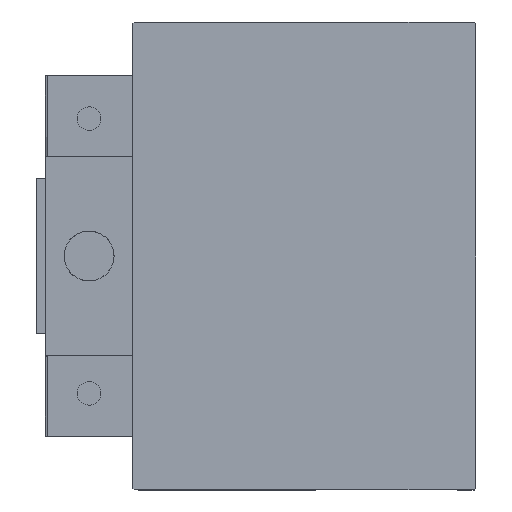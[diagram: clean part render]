
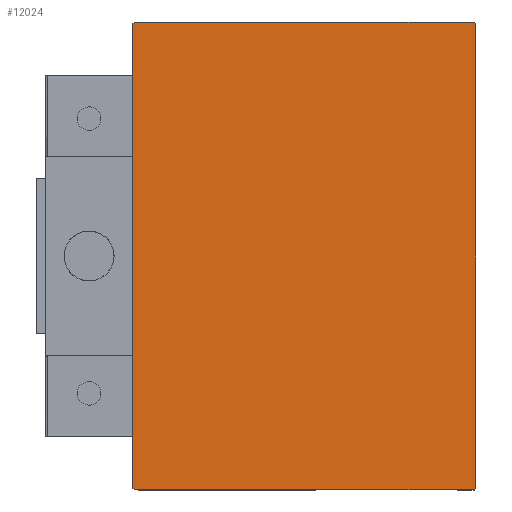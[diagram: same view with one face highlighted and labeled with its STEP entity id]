
A CAD part, left-side view. The second image highlights one B-rep face of the part: STEP entity #12024.
In plain terms, the highlighted face is planar.
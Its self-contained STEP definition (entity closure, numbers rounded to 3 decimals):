
#694 = CARTESIAN_POINT ( 'NONE',  ( 105., -32.35, 32.35 ) ) ;
#810 = PLANE ( 'NONE',  #25125 ) ;
#857 = ORIENTED_EDGE ( 'NONE', *, *, #11823, .T. ) ;
#893 = VECTOR ( 'NONE', #39355, 1000. ) ;
#1755 = ORIENTED_EDGE ( 'NONE', *, *, #36267, .T. ) ;
#1794 = CARTESIAN_POINT ( 'NONE',  ( 105., -27.2, -37.5 ) ) ;
#2383 = LINE ( 'NONE', #42199, #36249 ) ;
#4113 = EDGE_CURVE ( 'NONE', #10289, #46134, #27863, .T. ) ;
#4682 = CARTESIAN_POINT ( 'NONE',  ( 105., 32.35, -32.35 ) ) ;
#5327 = VERTEX_POINT ( 'NONE', #41976 ) ;
#5504 = DIRECTION ( 'NONE',  ( 1., 0., 0. ) ) ;
#7424 = CARTESIAN_POINT ( 'NONE',  ( 105., -27.5, -37.2 ) ) ;
#7988 = LINE ( 'NONE', #44398, #42378 ) ;
#8920 = DIRECTION ( 'NONE',  ( 0., 0., -1. ) ) ;
#10289 = VERTEX_POINT ( 'NONE', #18236 ) ;
#10614 = ORIENTED_EDGE ( 'NONE', *, *, #48985, .T. ) ;
#11123 = VERTEX_POINT ( 'NONE', #40056 ) ;
#11686 = VECTOR ( 'NONE', #24883, 1000. ) ;
#11823 = EDGE_CURVE ( 'NONE', #46134, #11123, #31227, .T. ) ;
#12024 = ADVANCED_FACE ( 'NONE', ( #44817 ), #810, .T. ) ;
#12327 = CARTESIAN_POINT ( 'NONE',  ( 105., 32.35, 32.35 ) ) ;
#13103 = VECTOR ( 'NONE', #28975, 1000. ) ;
#13369 = CARTESIAN_POINT ( 'NONE',  ( 105., -27.5, -37.5 ) ) ;
#16554 = DIRECTION ( 'NONE',  ( 0., 0., 1. ) ) ;
#16969 = DIRECTION ( 'NONE',  ( 0., 0.707, 0.707 ) ) ;
#18236 = CARTESIAN_POINT ( 'NONE',  ( 105., 27.5, -37.2 ) ) ;
#19228 = ORIENTED_EDGE ( 'NONE', *, *, #29258, .T. ) ;
#20013 = DIRECTION ( 'NONE',  ( 0., 1., 0. ) ) ;
#21052 = ORIENTED_EDGE ( 'NONE', *, *, #48654, .T. ) ;
#23619 = VECTOR ( 'NONE', #20013, 1000. ) ;
#24883 = DIRECTION ( 'NONE',  ( 0., 0.707, -0.707 ) ) ;
#25125 = AXIS2_PLACEMENT_3D ( 'NONE', #41408, #5504, #8920 ) ;
#25608 = VECTOR ( 'NONE', #16969, 1000. ) ;
#26175 = CARTESIAN_POINT ( 'NONE',  ( 105., 27.5, 37.2 ) ) ;
#26671 = EDGE_CURVE ( 'NONE', #38264, #26983, #7988, .T. ) ;
#26983 = VERTEX_POINT ( 'NONE', #7424 ) ;
#27863 = LINE ( 'NONE', #47782, #49927 ) ;
#28087 = VERTEX_POINT ( 'NONE', #37693 ) ;
#28710 = EDGE_LOOP ( 'NONE', ( #1755, #21052, #34909, #857, #37673, #10614, #32546, #19228 ) ) ;
#28975 = DIRECTION ( 'NONE',  ( 0., -0.707, -0.707 ) ) ;
#29258 = EDGE_CURVE ( 'NONE', #26983, #35821, #37706, .T. ) ;
#31227 = LINE ( 'NONE', #12327, #893 ) ;
#32546 = ORIENTED_EDGE ( 'NONE', *, *, #26671, .T. ) ;
#34909 = ORIENTED_EDGE ( 'NONE', *, *, #4113, .T. ) ;
#35821 = VERTEX_POINT ( 'NONE', #1794 ) ;
#36249 = VECTOR ( 'NONE', #51291, 1000. ) ;
#36267 = EDGE_CURVE ( 'NONE', #35821, #5327, #39945, .T. ) ;
#36394 = LINE ( 'NONE', #4682, #25608 ) ;
#36580 = LINE ( 'NONE', #694, #13103 ) ;
#37048 = CARTESIAN_POINT ( 'NONE',  ( 105., -27.5, 37.2 ) ) ;
#37673 = ORIENTED_EDGE ( 'NONE', *, *, #37936, .T. ) ;
#37693 = CARTESIAN_POINT ( 'NONE',  ( 105., -27.2, 37.5 ) ) ;
#37706 = LINE ( 'NONE', #48722, #11686 ) ;
#37936 = EDGE_CURVE ( 'NONE', #11123, #28087, #2383, .T. ) ;
#38264 = VERTEX_POINT ( 'NONE', #37048 ) ;
#39355 = DIRECTION ( 'NONE',  ( 0., -0.707, 0.707 ) ) ;
#39945 = LINE ( 'NONE', #13369, #23619 ) ;
#40056 = CARTESIAN_POINT ( 'NONE',  ( 105., 27.2, 37.5 ) ) ;
#41408 = CARTESIAN_POINT ( 'NONE',  ( 105., 0., 0. ) ) ;
#41976 = CARTESIAN_POINT ( 'NONE',  ( 105., 27.2, -37.5 ) ) ;
#42199 = CARTESIAN_POINT ( 'NONE',  ( 105., 27.5, 37.5 ) ) ;
#42378 = VECTOR ( 'NONE', #44904, 1000. ) ;
#44398 = CARTESIAN_POINT ( 'NONE',  ( 105., -27.5, 37.5 ) ) ;
#44817 = FACE_OUTER_BOUND ( 'NONE', #28710, .T. ) ;
#44904 = DIRECTION ( 'NONE',  ( 0., 0., -1. ) ) ;
#46134 = VERTEX_POINT ( 'NONE', #26175 ) ;
#47782 = CARTESIAN_POINT ( 'NONE',  ( 105., 27.5, -37.5 ) ) ;
#48654 = EDGE_CURVE ( 'NONE', #5327, #10289, #36394, .T. ) ;
#48722 = CARTESIAN_POINT ( 'NONE',  ( 105., -32.35, -32.35 ) ) ;
#48985 = EDGE_CURVE ( 'NONE', #28087, #38264, #36580, .T. ) ;
#49927 = VECTOR ( 'NONE', #16554, 1000. ) ;
#51291 = DIRECTION ( 'NONE',  ( 0., -1., 0. ) ) ;
